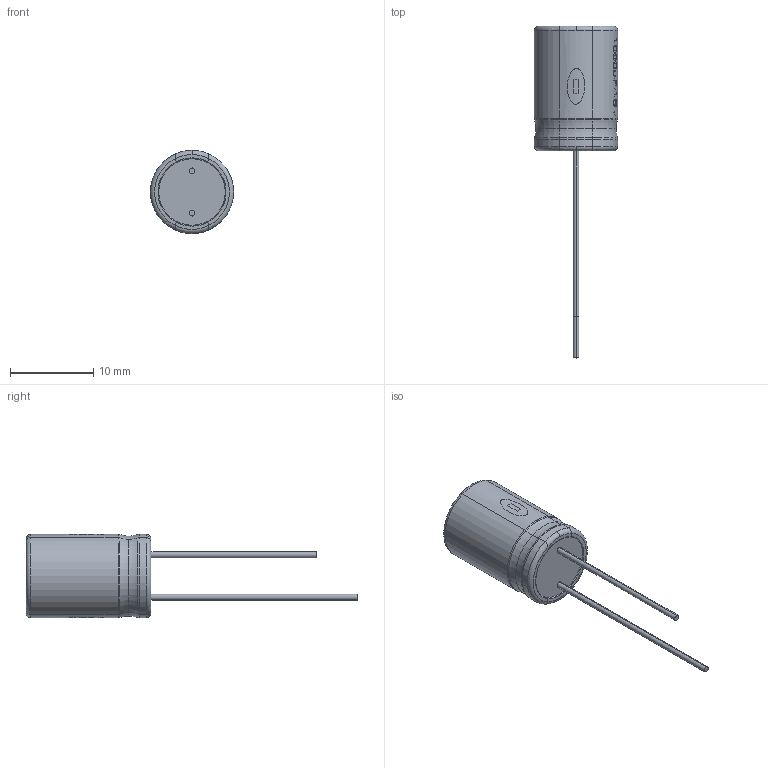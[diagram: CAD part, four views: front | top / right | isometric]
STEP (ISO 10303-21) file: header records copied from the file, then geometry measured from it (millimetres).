
FILE_DESCRIPTION (( 'STEP AP214' ), '1' );
FILE_NAME ('1000uF_16V.STEP', '2015-10-17T15:10:54', ( '' ), ( '' ), 'SwSTEP 2.0', 'SolidWorks 2014', '' );
FILE_SCHEMA (( 'AUTOMOTIVE_DESIGN' ));
Length unit declared in the file: millimetre
Products named in the file (1): 1000uF_16V
Bounding box: 10 x 39.9 x 10 mm (x, y, z)
Volume: 1173.1 mm3; surface area: 718.9 mm2
Topology: 1 solids, 1 shells, 103 faces, 298 edges, 215 vertices
Faces by surface type: torus 40, cylinder 39, plane 24
Entity records: 4521 total; most frequent: CARTESIAN_POINT 1319, ORIENTED_EDGE 596, DIRECTION 544, EDGE_CURVE 298, AXIS2_PLACEMENT_3D 234, VERTEX_POINT 215, CIRCLE 130, EDGE_LOOP 121
